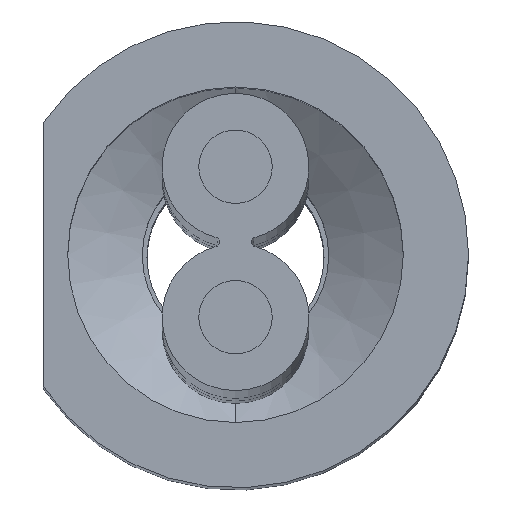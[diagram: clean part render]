
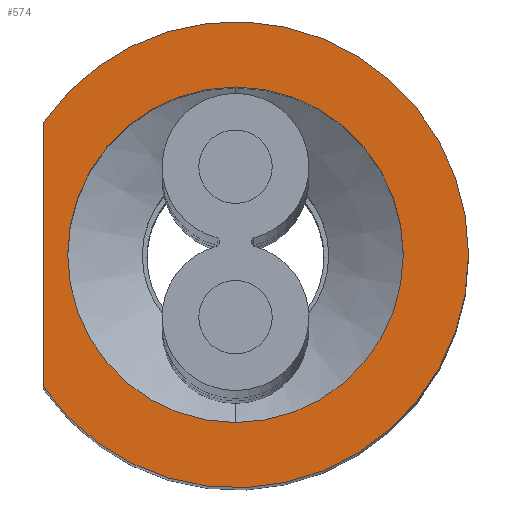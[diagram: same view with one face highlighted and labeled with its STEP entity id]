
A CAD part, top view. The second image highlights one B-rep face of the part: STEP entity #574.
In plain terms, the highlighted planar face has unit normal (0, 0, 1).
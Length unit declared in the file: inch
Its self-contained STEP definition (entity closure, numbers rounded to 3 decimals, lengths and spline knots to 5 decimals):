
#384=CARTESIAN_POINT('',(0.,0.,0.1));
#385=DIRECTION('',(0.,0.,1.));
#386=DIRECTION('',(0.,1.,0.));
#387=AXIS2_PLACEMENT_3D('',#384,#385,#386);
#389=CARTESIAN_POINT('',(0.,0.,0.1));
#390=DIRECTION('',(0.,0.,1.));
#391=DIRECTION('',(0.,-1.,0.));
#392=AXIS2_PLACEMENT_3D('',#389,#390,#391);
#488=DIRECTION('',(0.,1.,0.));
#489=VECTOR('',#488,0.07082);
#490=CARTESIAN_POINT('',(-0.0515,-0.03541,0.1));
#491=LINE('',#490,#489);
#492=CARTESIAN_POINT('',(0.,0.,0.1));
#493=DIRECTION('',(0.,0.,1.));
#494=DIRECTION('',(-0.824,-0.567,0.));
#495=AXIS2_PLACEMENT_3D('',#492,#493,#494);
#534=CARTESIAN_POINT('',(0.,0.045,0.1));
#535=CARTESIAN_POINT('',(0.,-0.045,0.1));
#536=VERTEX_POINT('',#534);
#537=VERTEX_POINT('',#535);
#538=CARTESIAN_POINT('',(-0.0515,-0.03541,0.1));
#539=CARTESIAN_POINT('',(-0.0515,0.03541,0.1));
#540=VERTEX_POINT('',#538);
#541=VERTEX_POINT('',#539);
#558=CARTESIAN_POINT('',(0.0625,-0.0625,0.1));
#559=DIRECTION('',(0.,0.,-1.));
#560=DIRECTION('',(0.,1.,0.));
#561=AXIS2_PLACEMENT_3D('',#558,#559,#560);
#562=PLANE('',#561);
#564=ORIENTED_EDGE('',*,*,#563,.F.);
#566=ORIENTED_EDGE('',*,*,#565,.T.);
#567=EDGE_LOOP('',(#564,#566));
#568=FACE_OUTER_BOUND('',#567,.F.);
#569=ORIENTED_EDGE('',*,*,#547,.T.);
#571=ORIENTED_EDGE('',*,*,#570,.T.);
#572=EDGE_LOOP('',(#569,#571));
#573=FACE_BOUND('',#572,.F.);
#574=ADVANCED_FACE('',(#568,#573),#562,.F.);
#388=CIRCLE('',#387,0.045);
#393=CIRCLE('',#392,0.045);
#496=CIRCLE('',#495,0.0625);
#547=EDGE_CURVE('',#536,#537,#388,.T.);
#563=EDGE_CURVE('',#540,#541,#496,.T.);
#565=EDGE_CURVE('',#540,#541,#491,.T.);
#570=EDGE_CURVE('',#537,#536,#393,.T.);
